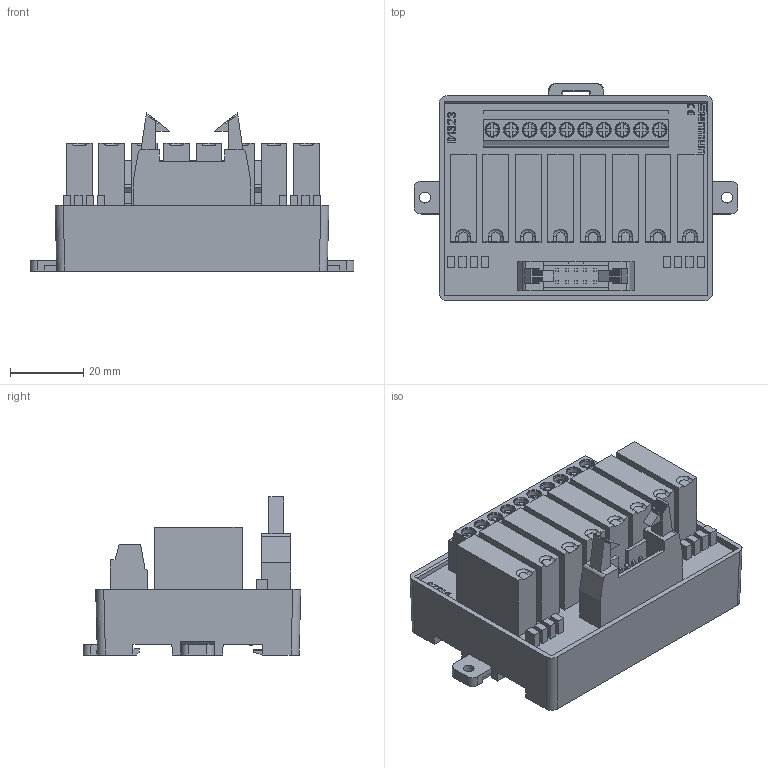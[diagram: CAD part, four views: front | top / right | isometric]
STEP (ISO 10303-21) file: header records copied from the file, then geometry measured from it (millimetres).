
FILE_DESCRIPTION(/* description */ (''),/* implementation_level */ '2;1');
FILE_NAME(/* name */ 'D1323-E 3D.stp',/* time_stamp */ '2024-08-16T15:29:26+08:00',/* author */ (''),/* organization */ (''),/* preprocessor_version */ 'ST-DEVELOPER v14',/* originating_system */ 'SIEMENS PLM Software NX 8.0',/* authorisation */ '');
FILE_SCHEMA (('AUTOMOTIVE_DESIGN { 1 0 10303 214 3 1 1 1 }'));
Length unit declared in the file: millimetre
Products named in the file (1): D1323-E 3D_stp
Bounding box: 88.6 x 59.51 x 43.25 mm (x, y, z)
Volume: 96385.5 mm3; surface area: 30038.2 mm2
Topology: 3 solids, 3 shells, 916 faces, 2444 edges, 1616 vertices
Faces by surface type: plane 756, cylinder 81, torus 38, cone 24, extrusion 15, bspline 2
Full cylindrical faces by diameter (mm): 3 x2, 4.1 x20
Entity records: 30372 total; most frequent: CARTESIAN_POINT 6533, ORIENTED_EDGE 4812, DIRECTION 4301, EDGE_CURVE 2406, VECTOR 2033, LINE 2018, VERTEX_POINT 1610, AXIS2_PLACEMENT_3D 1134
